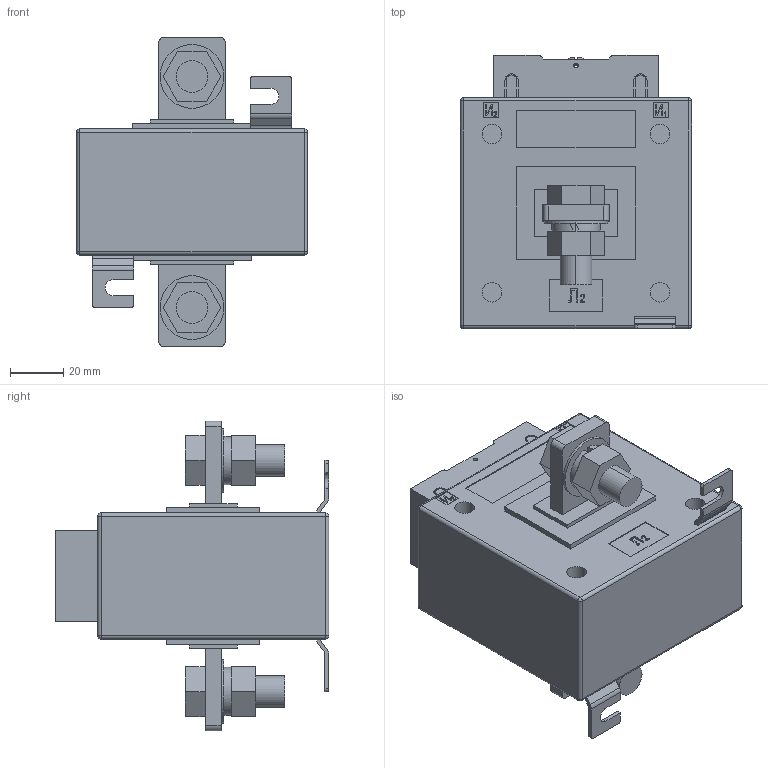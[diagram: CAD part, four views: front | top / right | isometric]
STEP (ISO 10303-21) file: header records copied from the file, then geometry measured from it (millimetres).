
FILE_DESCRIPTION (( 'STEP AP214' ), '1' );
FILE_NAME ('ITT10-2-05-0400 Òðàíñôîðìàòîð òîêà ÒÒÈ-À 400_5À 5ÂÀ êëàññ 0,5 ÈÝÊ.STEP', '2018-01-25T12:40:55', ( '' ), ( '' ), 'SwSTEP 2.0', 'SolidWorks 2014', '' );
FILE_SCHEMA (( 'AUTOMOTIVE_DESIGN' ));
Length unit declared in the file: millimetre
Products named in the file (1): ITT10-2-05-0400 Òðàíñôîðìàòîð òîêà ÒÒÈ-À  400_5À  5ÂÀ  êëàññ 0,5  ÈÝÊ
Bounding box: 87 x 103 x 116.5 mm (x, y, z)
Volume: 401668.6 mm3; surface area: 63582.7 mm2
Topology: 8 solids, 8 shells, 888 faces, 2308 edges, 1480 vertices
Faces by surface type: plane 581, cylinder 191, cone 64, bspline 38, sphere 8, torus 6
Entity records: 29173 total; most frequent: CARTESIAN_POINT 7679, ORIENTED_EDGE 4600, DIRECTION 4166, EDGE_CURVE 2300, VECTOR 1552, LINE 1552, VERTEX_POINT 1480, AXIS2_PLACEMENT_3D 1307
